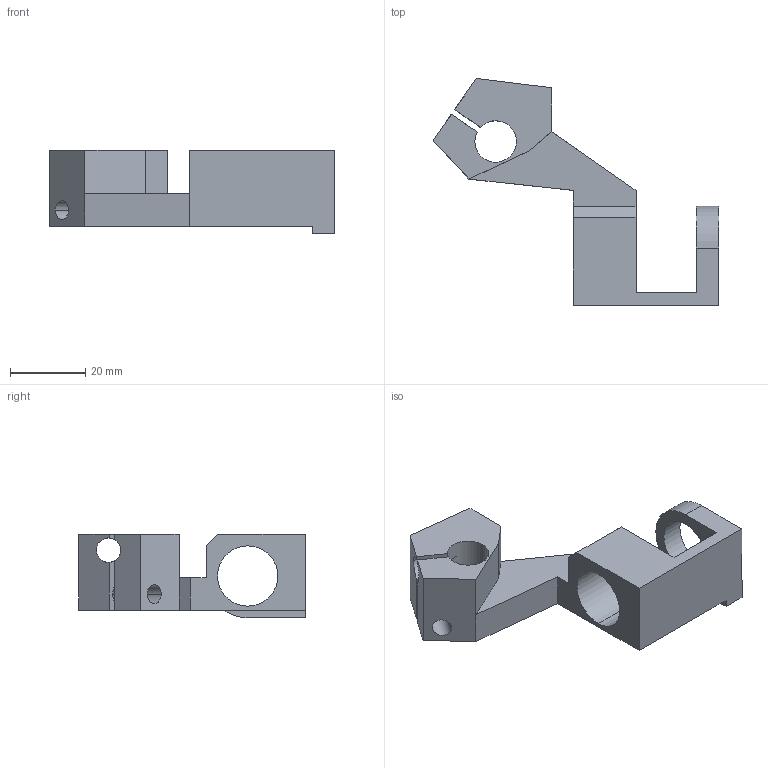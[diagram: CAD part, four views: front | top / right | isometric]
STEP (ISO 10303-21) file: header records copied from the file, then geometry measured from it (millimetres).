
FILE_DESCRIPTION (( 'STEP AP203' ), '1' );
FILE_NAME ('Support moteur + axe_Défaut_sldprt.STEP', '2017-12-12T20:32:57', ( '' ), ( '' ), 'SwSTEP 2.0', 'SolidWorks 2016', '' );
FILE_SCHEMA (( 'CONFIG_CONTROL_DESIGN' ));
Length unit declared in the file: millimetre
Products named in the file (1): Support moteur + axe_Défaut_sldprt
Bounding box: 75.82 x 60.15 x 22.2 mm (x, y, z)
Volume: 18480.2 mm3; surface area: 10412.3 mm2
Topology: 1 solids, 1 shells, 44 faces, 126 edges, 82 vertices
Faces by surface type: plane 25, cylinder 19
Entity records: 1571 total; most frequent: CARTESIAN_POINT 315, ORIENTED_EDGE 252, DIRECTION 236, EDGE_CURVE 126, LINE 86, VECTOR 86, VERTEX_POINT 82, AXIS2_PLACEMENT_3D 75
